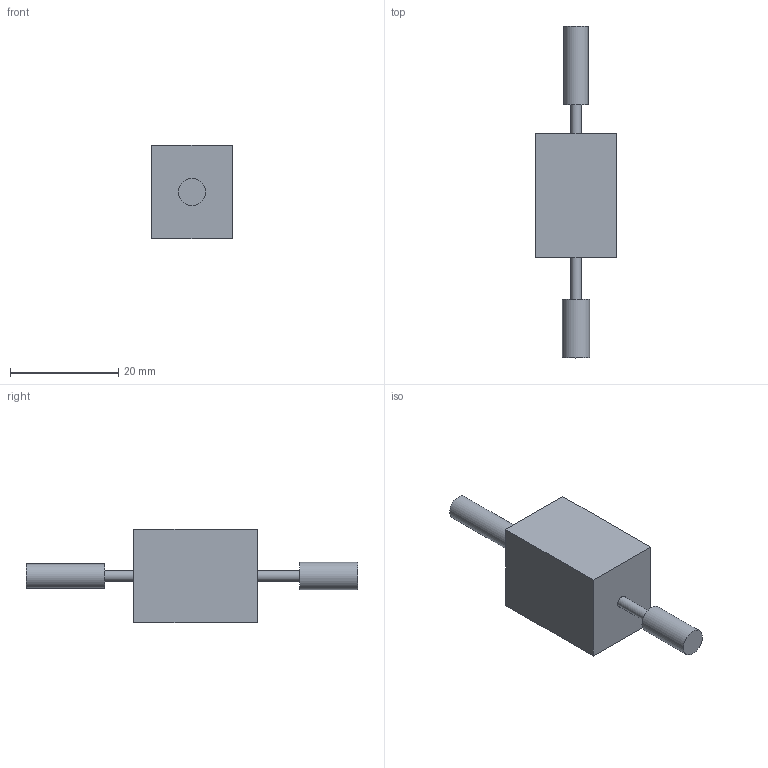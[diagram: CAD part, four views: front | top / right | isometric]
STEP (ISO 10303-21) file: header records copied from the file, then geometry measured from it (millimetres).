
FILE_DESCRIPTION(/* description */ (''),/* implementation_level */ '2;1');
FILE_NAME(/* name */ 'Self-retaining (two-way) Electromagnet DC 12V Push-pull Solenoid_v3.step',/* time_stamp */ '2021-12-11T14:12:41-07:00',/* author */ (''),/* organization */ (''),/* preprocessor_version */ 'ST-DEVELOPER v18.1',/* originating_system */ 'Autodesk Translation Framework v10.10.0.1391',/* authorisation */ '');
FILE_SCHEMA (('AUTOMOTIVE_DESIGN { 1 0 10303 214 3 1 1 }'));
Length unit declared in the file: millimetre
Products named in the file (3): Self-retaining (two-way) Electromagnet DC 12V Push-pull Solenoid; Body; Rod
Assembly tree (2 placements, depth 2):
  Self-retaining (two-way) Electromagnet DC 12V Push-pull Solenoid
    Body
    Rod
Bounding box: 14.9 x 61.2 x 17.15 mm (x, y, z)
Volume: 6307.2 mm3; surface area: 2790.9 mm2
Topology: 2 solids, 2 shells, 14 faces, 24 edges, 16 vertices
Faces by surface type: plane 10, cylinder 4
Full cylindrical faces by diameter (mm): 2 x1, 2.2 x1, 4.5 x1, 5 x1
Entity records: 442 total; most frequent: DIRECTION 70, CARTESIAN_POINT 59, ORIENTED_EDGE 48, AXIS2_PLACEMENT_3D 27, EDGE_CURVE 24, EDGE_LOOP 18, LINE 16, VECTOR 16
